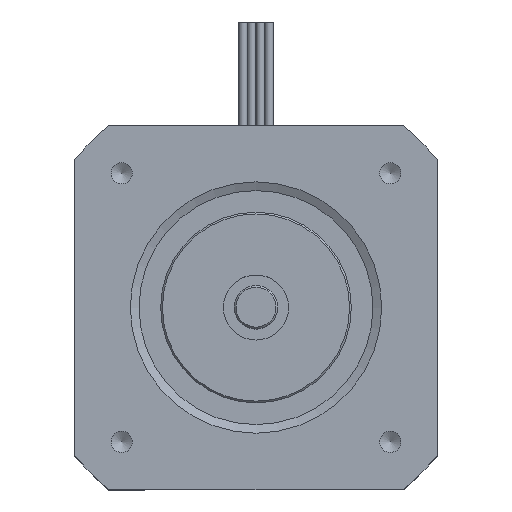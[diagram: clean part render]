
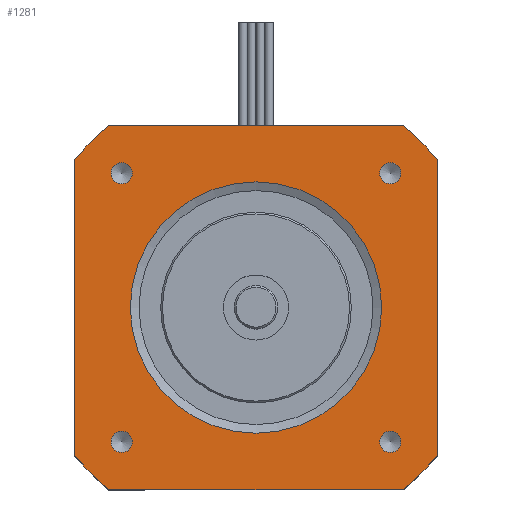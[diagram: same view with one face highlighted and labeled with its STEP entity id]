
A CAD part, top view. The second image highlights one B-rep face of the part: STEP entity #1281.
In plain terms, the highlighted planar face has unit normal (0, 0, 1).
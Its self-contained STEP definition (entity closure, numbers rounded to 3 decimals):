
#967=CARTESIAN_POINT('',(21.,16.971,11.0));
#968=VERTEX_POINT('',#967);
#975=CARTESIAN_POINT('',(21.0,-16.971,11.0));
#976=VERTEX_POINT('',#975);
#977=CARTESIAN_POINT('',(21.,16.971,11.0));
#978=DIRECTION('',(0.0,-1.0,0.0));
#979=VECTOR('',#978,33.941);
#980=LINE('',#977,#979);
#981=EDGE_CURVE('',#968,#976,#980,.T.);
#1123=CARTESIAN_POINT('',(-16.971,21.0,11.0));
#1124=VERTEX_POINT('',#1123);
#1131=CARTESIAN_POINT('',(16.971,21.,11.0));
#1132=VERTEX_POINT('',#1131);
#1133=CARTESIAN_POINT('',(-16.971,21.0,11.0));
#1134=DIRECTION('',(1.0,0.0,0.0));
#1135=VECTOR('',#1134,33.941);
#1136=LINE('',#1133,#1135);
#1137=EDGE_CURVE('',#1124,#1132,#1136,.T.);
#1165=CARTESIAN_POINT('',(14.5,0.,11.0));
#1166=VERTEX_POINT('',#1165);
#1167=CARTESIAN_POINT('',(0.0,0.0,11.0));
#1168=DIRECTION('',(0.0,0.0,1.0));
#1169=DIRECTION('',(-1.0,0.0,0.0));
#1170=AXIS2_PLACEMENT_3D('',#1167,#1168,#1169);
#1171=CIRCLE('',#1170,14.5);
#1172=EDGE_CURVE('',#1166,#1166,#1171,.T.);
#1177=CARTESIAN_POINT('',(0.,0.,11.0));
#1178=DIRECTION('',(0.0,0.0,1.0));
#1179=DIRECTION('',(1.0,0.0,0.0));
#1180=AXIS2_PLACEMENT_3D('',#1177,#1178,#1179);
#1181=PLANE('',#1180);
#1182=ORIENTED_EDGE('',*,*,#1137,.F.);
#1183=CARTESIAN_POINT('',(-21.,16.971,11.0));
#1184=VERTEX_POINT('',#1183);
#1185=CARTESIAN_POINT('',(0.0,0.0,11.0));
#1186=DIRECTION('',(0.0,0.0,-1.0));
#1187=DIRECTION('',(-0.629,0.778,0.0));
#1188=AXIS2_PLACEMENT_3D('',#1185,#1186,#1187);
#1189=CIRCLE('',#1188,27.0);
#1190=EDGE_CURVE('',#1184,#1124,#1189,.T.);
#1191=ORIENTED_EDGE('',*,*,#1190,.F.);
#1192=CARTESIAN_POINT('',(-21.,-16.971,11.0));
#1193=VERTEX_POINT('',#1192);
#1194=CARTESIAN_POINT('',(-21.,-16.971,11.0));
#1195=DIRECTION('',(0.0,1.0,0.0));
#1196=VECTOR('',#1195,33.941);
#1197=LINE('',#1194,#1196);
#1198=EDGE_CURVE('',#1193,#1184,#1197,.T.);
#1199=ORIENTED_EDGE('',*,*,#1198,.F.);
#1200=CARTESIAN_POINT('',(-16.971,-21.0,11.0));
#1201=VERTEX_POINT('',#1200);
#1202=CARTESIAN_POINT('',(0.0,0.0,11.0));
#1203=DIRECTION('',(0.0,0.0,-1.));
#1204=DIRECTION('',(-0.778,-0.629,0.0));
#1205=AXIS2_PLACEMENT_3D('',#1202,#1203,#1204);
#1206=CIRCLE('',#1205,27.);
#1207=EDGE_CURVE('',#1201,#1193,#1206,.T.);
#1208=ORIENTED_EDGE('',*,*,#1207,.F.);
#1209=CARTESIAN_POINT('',(16.971,-21.,11.0));
#1210=VERTEX_POINT('',#1209);
#1211=CARTESIAN_POINT('',(16.971,-21.,11.0));
#1212=DIRECTION('',(-1.0,0.0,0.0));
#1213=VECTOR('',#1212,33.941);
#1214=LINE('',#1211,#1213);
#1215=EDGE_CURVE('',#1210,#1201,#1214,.T.);
#1216=ORIENTED_EDGE('',*,*,#1215,.F.);
#1217=CARTESIAN_POINT('',(0.0,0.0,11.0));
#1218=DIRECTION('',(0.0,0.0,-1.0));
#1219=DIRECTION('',(0.629,-0.778,0.0));
#1220=AXIS2_PLACEMENT_3D('',#1217,#1218,#1219);
#1221=CIRCLE('',#1220,27.0);
#1222=EDGE_CURVE('',#976,#1210,#1221,.T.);
#1223=ORIENTED_EDGE('',*,*,#1222,.F.);
#1224=ORIENTED_EDGE('',*,*,#981,.F.);
#1225=CARTESIAN_POINT('',(0.0,0.0,11.0));
#1226=DIRECTION('',(0.0,0.0,-1.0));
#1227=DIRECTION('',(0.778,0.629,0.0));
#1228=AXIS2_PLACEMENT_3D('',#1225,#1226,#1227);
#1229=CIRCLE('',#1228,27.);
#1230=EDGE_CURVE('',#1132,#968,#1229,.T.);
#1231=ORIENTED_EDGE('',*,*,#1230,.F.);
#1232=EDGE_LOOP('',(#1182,#1191,#1199,#1208,#1216,#1223,#1224,#1231));
#1233=FACE_OUTER_BOUND('',#1232,.T.);
#1234=CARTESIAN_POINT('',(14.271,15.5,11.0));
#1235=VERTEX_POINT('',#1234);
#1236=CARTESIAN_POINT('',(15.5,15.5,11.0));
#1237=DIRECTION('',(0.0,0.0,-1.0));
#1238=DIRECTION('',(1.0,0.0,0.0));
#1239=AXIS2_PLACEMENT_3D('',#1236,#1237,#1238);
#1240=CIRCLE('',#1239,1.23);
#1241=EDGE_CURVE('',#1235,#1235,#1240,.T.);
#1242=ORIENTED_EDGE('',*,*,#1241,.T.);
#1243=EDGE_LOOP('',(#1242));
#1244=FACE_BOUND('',#1243,.T.);
#1245=CARTESIAN_POINT('',(-16.729,15.5,11.0));
#1246=VERTEX_POINT('',#1245);
#1247=CARTESIAN_POINT('',(-15.5,15.5,11.0));
#1248=DIRECTION('',(0.0,0.0,-1.0));
#1249=DIRECTION('',(1.0,0.0,0.0));
#1250=AXIS2_PLACEMENT_3D('',#1247,#1248,#1249);
#1251=CIRCLE('',#1250,1.23);
#1252=EDGE_CURVE('',#1246,#1246,#1251,.T.);
#1253=ORIENTED_EDGE('',*,*,#1252,.T.);
#1254=EDGE_LOOP('',(#1253));
#1255=FACE_BOUND('',#1254,.T.);
#1256=CARTESIAN_POINT('',(14.271,-15.5,11.0));
#1257=VERTEX_POINT('',#1256);
#1258=CARTESIAN_POINT('',(15.5,-15.5,11.0));
#1259=DIRECTION('',(0.0,0.0,-1.0));
#1260=DIRECTION('',(1.0,0.0,0.0));
#1261=AXIS2_PLACEMENT_3D('',#1258,#1259,#1260);
#1262=CIRCLE('',#1261,1.23);
#1263=EDGE_CURVE('',#1257,#1257,#1262,.T.);
#1264=ORIENTED_EDGE('',*,*,#1263,.T.);
#1265=EDGE_LOOP('',(#1264));
#1266=FACE_BOUND('',#1265,.T.);
#1267=CARTESIAN_POINT('',(-16.73,-15.5,11.0));
#1268=VERTEX_POINT('',#1267);
#1269=CARTESIAN_POINT('',(-15.5,-15.5,11.0));
#1270=DIRECTION('',(0.0,0.0,-1.0));
#1271=DIRECTION('',(1.0,0.0,0.0));
#1272=AXIS2_PLACEMENT_3D('',#1269,#1270,#1271);
#1273=CIRCLE('',#1272,1.23);
#1274=EDGE_CURVE('',#1268,#1268,#1273,.T.);
#1275=ORIENTED_EDGE('',*,*,#1274,.T.);
#1276=EDGE_LOOP('',(#1275));
#1277=FACE_BOUND('',#1276,.T.);
#1278=ORIENTED_EDGE('',*,*,#1172,.F.);
#1279=EDGE_LOOP('',(#1278));
#1280=FACE_BOUND('',#1279,.T.);
#1281=ADVANCED_FACE('',(#1233,#1244,#1255,#1266,#1277,#1280),#1181,.T.);
